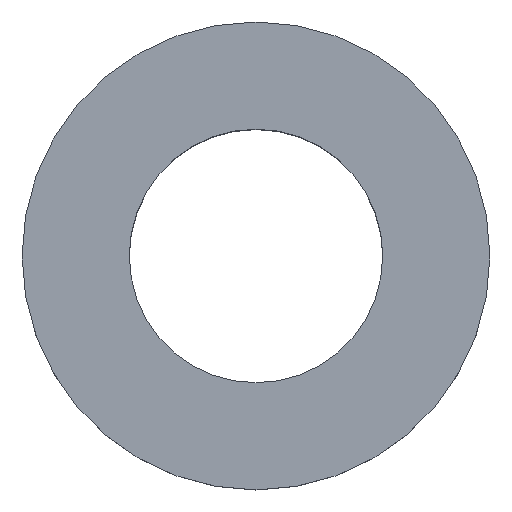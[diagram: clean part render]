
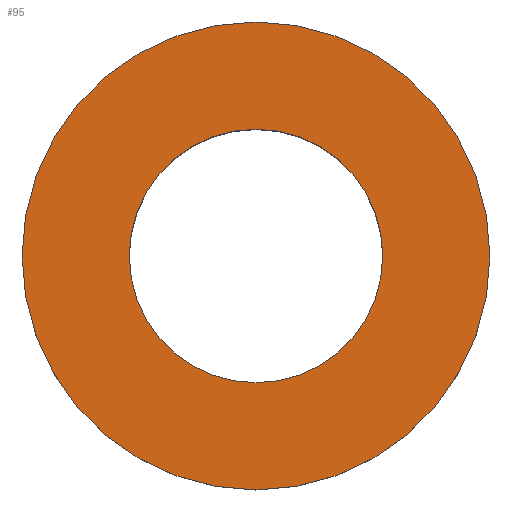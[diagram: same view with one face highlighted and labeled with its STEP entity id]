
A CAD part, top view. The second image highlights one B-rep face of the part: STEP entity #95.
In plain terms, the highlighted planar face has unit normal (0, 0, 1).
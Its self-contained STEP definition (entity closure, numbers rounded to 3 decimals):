
#76 = VERTEX_POINT('',#77);
#77 = CARTESIAN_POINT('',(-3.25,0.,6.));
#83 = EDGE_CURVE('',#76,#76,#84,.T.);
#84 = CIRCLE('',#85,3.25);
#85 = AXIS2_PLACEMENT_3D('',#86,#87,#88);
#86 = CARTESIAN_POINT('',(0.,0.,6.));
#87 = DIRECTION('',(0.,0.,1.));
#88 = DIRECTION('',(-1.,-0.,0.));
#95 = ADVANCED_FACE('',(#96,#107),#110,.T.);
#96 = FACE_BOUND('',#97,.T.);
#97 = EDGE_LOOP('',(#98));
#98 = ORIENTED_EDGE('',*,*,#99,.T.);
#99 = EDGE_CURVE('',#100,#100,#102,.T.);
#100 = VERTEX_POINT('',#101);
#101 = CARTESIAN_POINT('',(-6.,0.,6.));
#102 = CIRCLE('',#103,6.);
#103 = AXIS2_PLACEMENT_3D('',#104,#105,#106);
#104 = CARTESIAN_POINT('',(0.,0.,6.));
#105 = DIRECTION('',(0.,0.,1.));
#106 = DIRECTION('',(-1.,-0.,0.));
#107 = FACE_BOUND('',#108,.T.);
#108 = EDGE_LOOP('',(#109));
#109 = ORIENTED_EDGE('',*,*,#83,.F.);
#110 = PLANE('',#111);
#111 = AXIS2_PLACEMENT_3D('',#112,#113,#114);
#112 = CARTESIAN_POINT('',(0.,0.,6.));
#113 = DIRECTION('',(0.,0.,1.));
#114 = DIRECTION('',(-1.,-0.,0.));
